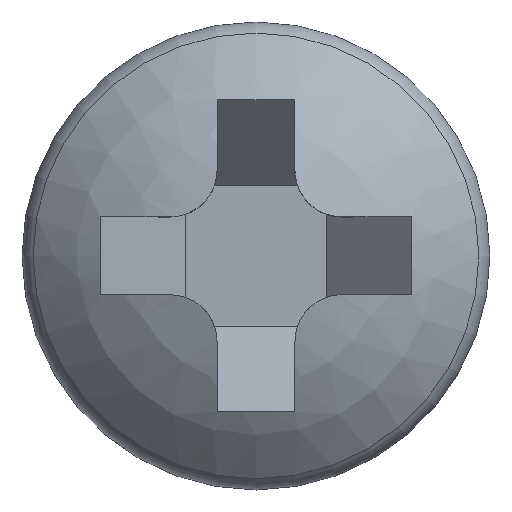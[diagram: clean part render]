
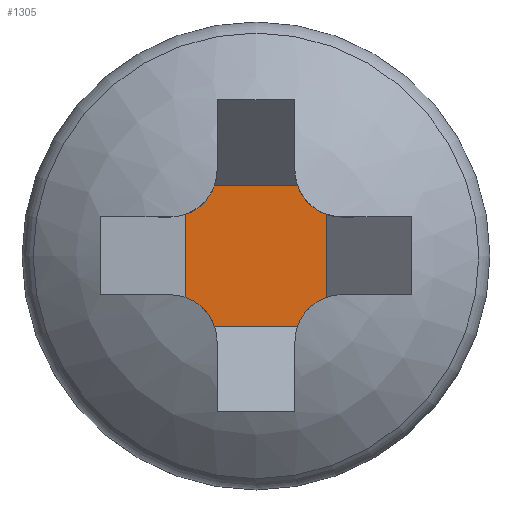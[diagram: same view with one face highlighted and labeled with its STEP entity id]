
A CAD part, top view. The second image highlights one B-rep face of the part: STEP entity #1305.
In plain terms, the highlighted planar face has unit normal (0, 0, 1).
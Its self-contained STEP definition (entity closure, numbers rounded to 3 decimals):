
#33=PLANE('',#1420);
#103=FACE_OUTER_BOUND('',#174,.T.);
#174=EDGE_LOOP('',(#1124,#1125,#1126,#1127,#1128,#1129,#1130,#1131));
#195=CIRCLE('',#1385,0.6);
#212=CIRCLE('',#1407,0.6);
#213=CIRCLE('',#1411,0.6);
#214=CIRCLE('',#1416,0.6);
#370=LINE('',#4797,#443);
#372=LINE('',#4801,#445);
#373=LINE('',#4802,#446);
#374=LINE('',#4803,#447);
#443=VECTOR('',#1669,10.);
#445=VECTOR('',#1675,10.);
#446=VECTOR('',#1676,10.);
#447=VECTOR('',#1677,10.);
#548=VERTEX_POINT('',#4645);
#552=VERTEX_POINT('',#4667);
#573=VERTEX_POINT('',#4759);
#574=VERTEX_POINT('',#4761);
#577=VERTEX_POINT('',#4769);
#578=VERTEX_POINT('',#4771);
#581=VERTEX_POINT('',#4779);
#583=VERTEX_POINT('',#4784);
#731=EDGE_CURVE('',#548,#552,#195,.T.);
#756=EDGE_CURVE('',#573,#574,#212,.F.);
#761=EDGE_CURVE('',#577,#578,#213,.F.);
#769=EDGE_CURVE('',#581,#583,#214,.T.);
#775=EDGE_CURVE('',#574,#577,#370,.T.);
#777=EDGE_CURVE('',#548,#573,#372,.T.);
#778=EDGE_CURVE('',#581,#552,#373,.T.);
#779=EDGE_CURVE('',#578,#583,#374,.T.);
#1124=ORIENTED_EDGE('',*,*,#775,.F.);
#1125=ORIENTED_EDGE('',*,*,#756,.F.);
#1126=ORIENTED_EDGE('',*,*,#777,.F.);
#1127=ORIENTED_EDGE('',*,*,#731,.T.);
#1128=ORIENTED_EDGE('',*,*,#778,.F.);
#1129=ORIENTED_EDGE('',*,*,#769,.T.);
#1130=ORIENTED_EDGE('',*,*,#779,.F.);
#1131=ORIENTED_EDGE('',*,*,#761,.F.);
#1305=ADVANCED_FACE('',(#103),#33,.F.);
#1385=AXIS2_PLACEMENT_3D('',#4669,#1586,#1587);
#1407=AXIS2_PLACEMENT_3D('',#4762,#1634,#1635);
#1411=AXIS2_PLACEMENT_3D('',#4772,#1644,#1645);
#1416=AXIS2_PLACEMENT_3D('',#4786,#1658,#1659);
#1420=AXIS2_PLACEMENT_3D('',#4800,#1673,#1674);
#1586=DIRECTION('center_axis',(0.,0.,-1.));
#1587=DIRECTION('ref_axis',(0.707,-0.707,0.));
#1634=DIRECTION('center_axis',(0.,0.,-1.));
#1635=DIRECTION('ref_axis',(-0.707,-0.707,0.));
#1644=DIRECTION('center_axis',(0.,0.,-1.));
#1645=DIRECTION('ref_axis',(-0.707,0.707,0.));
#1658=DIRECTION('center_axis',(0.,0.,-1.));
#1659=DIRECTION('ref_axis',(0.707,0.707,0.));
#1669=DIRECTION('',(0.,-1.,0.));
#1673=DIRECTION('center_axis',(0.,0.,-1.));
#1674=DIRECTION('ref_axis',(-1.,0.,0.));
#1675=DIRECTION('',(1.,0.,0.));
#1676=DIRECTION('',(0.,1.,0.));
#1677=DIRECTION('',(-1.,0.,0.));
#4645=CARTESIAN_POINT('',(-0.534,0.9,0.4));
#4667=CARTESIAN_POINT('',(-0.9,0.534,0.4));
#4669=CARTESIAN_POINT('Origin',(-1.1,1.1,0.4));
#4759=CARTESIAN_POINT('',(0.534,0.9,0.4));
#4761=CARTESIAN_POINT('',(0.9,0.534,0.4));
#4762=CARTESIAN_POINT('Origin',(1.1,1.1,0.4));
#4769=CARTESIAN_POINT('',(0.9,-0.534,0.4));
#4771=CARTESIAN_POINT('',(0.534,-0.9,0.4));
#4772=CARTESIAN_POINT('Origin',(1.1,-1.1,0.4));
#4779=CARTESIAN_POINT('',(-0.9,-0.534,0.4));
#4784=CARTESIAN_POINT('',(-0.534,-0.9,0.4));
#4786=CARTESIAN_POINT('Origin',(-1.1,-1.1,0.4));
#4797=CARTESIAN_POINT('',(0.9,0.25,0.4));
#4800=CARTESIAN_POINT('Origin',(0.,0.,0.4));
#4801=CARTESIAN_POINT('',(-0.25,0.9,0.4));
#4802=CARTESIAN_POINT('',(-0.9,-0.25,0.4));
#4803=CARTESIAN_POINT('',(0.25,-0.9,0.4));
